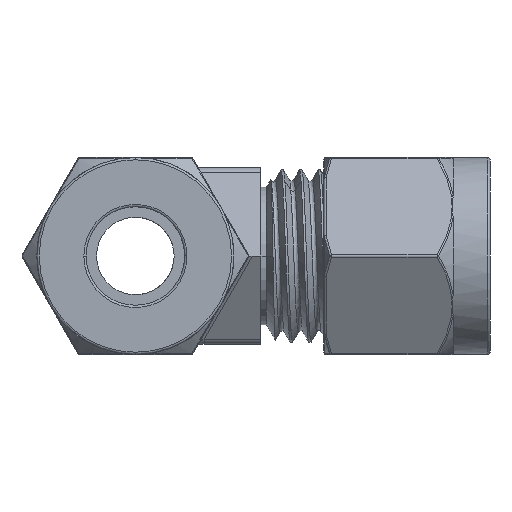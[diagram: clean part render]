
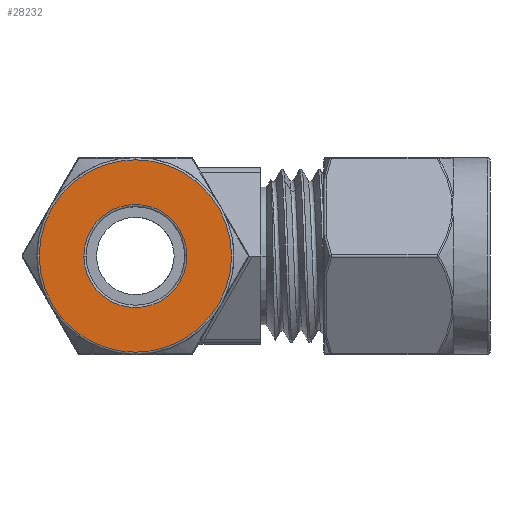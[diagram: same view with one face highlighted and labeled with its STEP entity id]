
A CAD part, left-side view. The second image highlights one B-rep face of the part: STEP entity #28232.
In plain terms, the highlighted face is planar.
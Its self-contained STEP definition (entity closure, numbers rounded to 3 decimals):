
#25497=CARTESIAN_POINT('',(0.,0.,0.));
#25498=DIRECTION('',(-1.,0.,0.));
#25499=DIRECTION('',(0.,1.,0.));
#25500=AXIS2_PLACEMENT_3D('',#25497,#25498,#25499);
#25502=CARTESIAN_POINT('',(0.,0.,0.));
#25503=DIRECTION('',(-1.,0.,0.));
#25504=DIRECTION('',(0.,-1.,0.));
#25505=AXIS2_PLACEMENT_3D('',#25502,#25503,#25504);
#25507=CARTESIAN_POINT('',(0.,0.,0.));
#25508=DIRECTION('',(1.,0.,0.));
#25509=DIRECTION('',(0.,0.,-1.));
#25510=AXIS2_PLACEMENT_3D('',#25507,#25508,#25509);
#25512=CARTESIAN_POINT('',(0.,0.,0.));
#25513=DIRECTION('',(1.,0.,0.));
#25514=DIRECTION('',(0.,0.,1.));
#25515=AXIS2_PLACEMENT_3D('',#25512,#25513,#25514);
#28042=CARTESIAN_POINT('',(0.,4.188,0.));
#28043=CARTESIAN_POINT('',(0.,-4.188,0.));
#28044=VERTEX_POINT('',#28042);
#28045=VERTEX_POINT('',#28043);
#28204=CARTESIAN_POINT('',(0.,0.,-7.813));
#28205=CARTESIAN_POINT('',(0.,0.,7.813));
#28206=VERTEX_POINT('',#28204);
#28207=VERTEX_POINT('',#28205);
#28215=CARTESIAN_POINT('',(0.,0.,0.));
#28216=DIRECTION('',(1.,0.,0.));
#28217=DIRECTION('',(0.,-1.,0.));
#28218=AXIS2_PLACEMENT_3D('',#28215,#28216,#28217);
#28219=PLANE('',#28218);
#28221=ORIENTED_EDGE('',*,*,#28220,.F.);
#28223=ORIENTED_EDGE('',*,*,#28222,.F.);
#28224=EDGE_LOOP('',(#28221,#28223));
#28225=FACE_OUTER_BOUND('',#28224,.F.);
#28227=ORIENTED_EDGE('',*,*,#28226,.F.);
#28229=ORIENTED_EDGE('',*,*,#28228,.F.);
#28230=EDGE_LOOP('',(#28227,#28229));
#28231=FACE_BOUND('',#28230,.F.);
#25501=CIRCLE('',#25500,4.188);
#25506=CIRCLE('',#25505,4.188);
#25511=CIRCLE('',#25510,7.813);
#25516=CIRCLE('',#25515,7.813);
#28220=EDGE_CURVE('',#28206,#28207,#25511,.T.);
#28222=EDGE_CURVE('',#28207,#28206,#25516,.T.);
#28226=EDGE_CURVE('',#28044,#28045,#25501,.T.);
#28228=EDGE_CURVE('',#28045,#28044,#25506,.T.);
#28232=ADVANCED_FACE('',(#28225,#28231),#28219,.T.);
